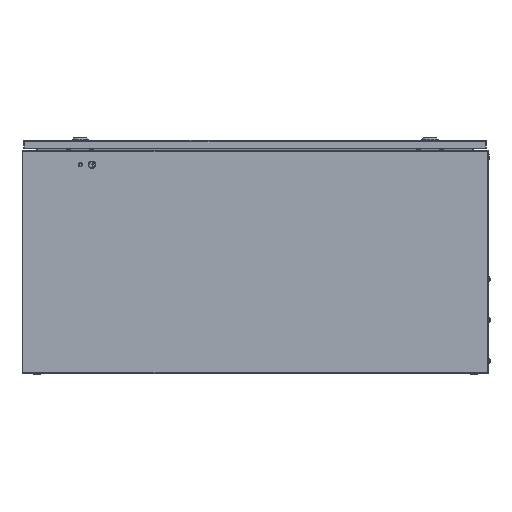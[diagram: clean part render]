
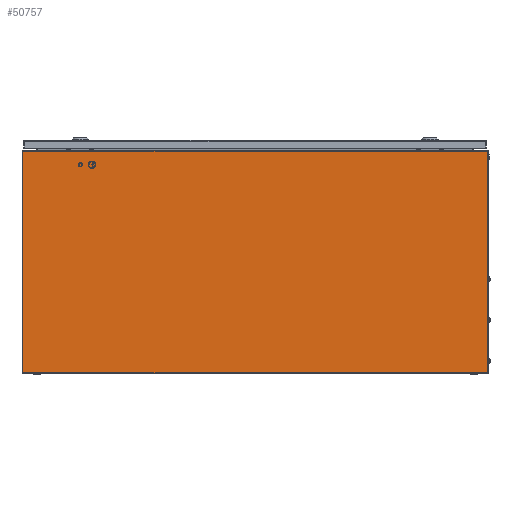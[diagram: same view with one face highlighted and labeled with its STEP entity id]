
A CAD part, left-side view. The second image highlights one B-rep face of the part: STEP entity #50757.
In plain terms, the highlighted planar face has unit normal (-1, 0, 0).
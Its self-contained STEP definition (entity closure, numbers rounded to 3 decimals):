
#7364 = AXIS2_PLACEMENT_3D ( 'NONE', #66067, #32811, #44586 ) ;
#7947 = DIRECTION ( 'NONE',  ( 0., -1., 0. ) ) ;
#12619 = VERTEX_POINT ( 'NONE', #65588 ) ;
#17373 = CARTESIAN_POINT ( 'NONE',  ( 0., 0., 0. ) ) ;
#17583 = VECTOR ( 'NONE', #7947, 1000. ) ;
#23422 = CARTESIAN_POINT ( 'NONE',  ( 0., 0., 383. ) ) ;
#24945 = CARTESIAN_POINT ( 'NONE',  ( 0., 0., 383. ) ) ;
#30637 = DIRECTION ( 'NONE',  ( 0., -1., 0. ) ) ;
#32466 = FACE_OUTER_BOUND ( 'NONE', #51756, .T. ) ;
#32811 = DIRECTION ( 'NONE',  ( 1., 0., 0. ) ) ;
#35298 = LINE ( 'NONE', #24945, #44116 ) ;
#37536 = VECTOR ( 'NONE', #45163, 1000. ) ;
#37800 = CARTESIAN_POINT ( 'NONE',  ( 0., 800., 383. ) ) ;
#37873 = VERTEX_POINT ( 'NONE', #41859 ) ;
#38423 = ORIENTED_EDGE ( 'NONE', *, *, #49622, .T. ) ;
#38672 = CARTESIAN_POINT ( 'NONE',  ( 0., 0., 0. ) ) ;
#41859 = CARTESIAN_POINT ( 'NONE',  ( 0., 800., 0. ) ) ;
#43421 = ORIENTED_EDGE ( 'NONE', *, *, #45485, .F. ) ;
#44116 = VECTOR ( 'NONE', #30637, 1000. ) ;
#44231 = PLANE ( 'NONE',  #7364 ) ;
#44586 = DIRECTION ( 'NONE',  ( 0., 0., -1. ) ) ;
#44594 = ORIENTED_EDGE ( 'NONE', *, *, #69107, .F. ) ;
#45163 = DIRECTION ( 'NONE',  ( 0., 0., -1. ) ) ;
#45485 = EDGE_CURVE ( 'NONE', #12619, #68247, #35298, .T. ) ;
#49622 = EDGE_CURVE ( 'NONE', #12619, #37873, #64992, .T. ) ;
#49825 = LINE ( 'NONE', #23422, #37536 ) ;
#50055 = EDGE_CURVE ( 'NONE', #37873, #51834, #51857, .T. ) ;
#50757 = ADVANCED_FACE ( 'NONE', ( #32466 ), #44231, .F. ) ;
#51756 = EDGE_LOOP ( 'NONE', ( #58859, #44594, #43421, #38423 ) ) ;
#51834 = VERTEX_POINT ( 'NONE', #38672 ) ;
#51857 = LINE ( 'NONE', #17373, #17583 ) ;
#58859 = ORIENTED_EDGE ( 'NONE', *, *, #50055, .T. ) ;
#59644 = DIRECTION ( 'NONE',  ( 0., 0., -1. ) ) ;
#63012 = VECTOR ( 'NONE', #59644, 1000. ) ;
#64992 = LINE ( 'NONE', #37800, #63012 ) ;
#65070 = CARTESIAN_POINT ( 'NONE',  ( 0., 0., 383. ) ) ;
#65588 = CARTESIAN_POINT ( 'NONE',  ( 0., 800., 383. ) ) ;
#66067 = CARTESIAN_POINT ( 'NONE',  ( 0., 0., 383. ) ) ;
#68247 = VERTEX_POINT ( 'NONE', #65070 ) ;
#69107 = EDGE_CURVE ( 'NONE', #68247, #51834, #49825, .T. ) ;
